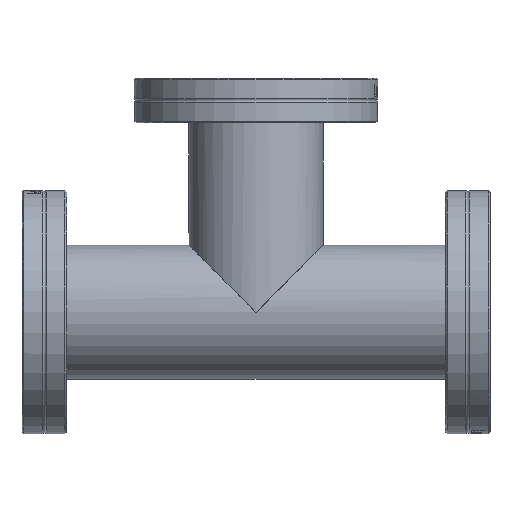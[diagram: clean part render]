
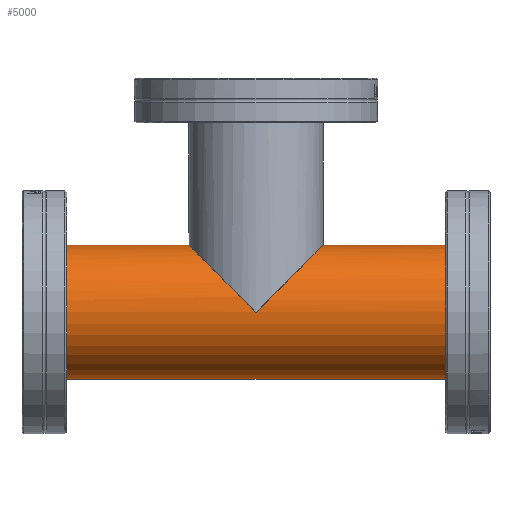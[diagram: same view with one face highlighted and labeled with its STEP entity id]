
A CAD part, left-side view. The second image highlights one B-rep face of the part: STEP entity #5000.
In plain terms, the highlighted cylindrical face has radius 19.05 mm (diameter 38.1 mm), a full revolution.
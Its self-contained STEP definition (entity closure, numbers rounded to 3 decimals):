
#193=ELLIPSE('',#5579,26.941,19.05);
#196=ELLIPSE('',#5582,26.941,19.05);
#197=ELLIPSE('',#5584,26.941,19.05);
#200=ELLIPSE('',#5587,26.941,19.05);
#435=CYLINDRICAL_SURFACE('',#5588,19.05);
#852=FACE_OUTER_BOUND('',#1168,.T.);
#1168=EDGE_LOOP('',(#4656,#4657,#4658,#4659,#4660,#4661,#4662,#4663,#4664,
#4665));
#1461=LINE('',#11801,#1750);
#1462=LINE('',#11803,#1751);
#1750=VECTOR('',#6796,19.05);
#1751=VECTOR('',#6797,19.05);
#1961=CIRCLE('',#5589,19.05);
#1962=CIRCLE('',#5590,19.05);
#2446=VERTEX_POINT('',#11779);
#2447=VERTEX_POINT('',#11780);
#2451=VERTEX_POINT('',#11788);
#2452=VERTEX_POINT('',#11792);
#2454=VERTEX_POINT('',#11799);
#2455=VERTEX_POINT('',#11802);
#3182=EDGE_CURVE('',#2446,#2447,#193,.T.);
#3187=EDGE_CURVE('',#2447,#2451,#196,.T.);
#3188=EDGE_CURVE('',#2451,#2452,#197,.T.);
#3191=EDGE_CURVE('',#2452,#2446,#200,.T.);
#3192=EDGE_CURVE('',#2454,#2454,#1961,.T.);
#3193=EDGE_CURVE('',#2454,#2447,#1461,.T.);
#3194=EDGE_CURVE('',#2452,#2455,#1462,.T.);
#3195=EDGE_CURVE('',#2455,#2455,#1962,.T.);
#4656=ORIENTED_EDGE('',*,*,#3192,.F.);
#4657=ORIENTED_EDGE('',*,*,#3193,.T.);
#4658=ORIENTED_EDGE('',*,*,#3187,.T.);
#4659=ORIENTED_EDGE('',*,*,#3188,.T.);
#4660=ORIENTED_EDGE('',*,*,#3194,.T.);
#4661=ORIENTED_EDGE('',*,*,#3195,.F.);
#4662=ORIENTED_EDGE('',*,*,#3194,.F.);
#4663=ORIENTED_EDGE('',*,*,#3191,.T.);
#4664=ORIENTED_EDGE('',*,*,#3182,.T.);
#4665=ORIENTED_EDGE('',*,*,#3193,.F.);
#5000=ADVANCED_FACE('',(#852),#435,.T.);
#5579=AXIS2_PLACEMENT_3D('',#11781,#6772,#6773);
#5582=AXIS2_PLACEMENT_3D('',#11790,#6780,#6781);
#5584=AXIS2_PLACEMENT_3D('',#11793,#6784,#6785);
#5587=AXIS2_PLACEMENT_3D('',#11797,#6790,#6791);
#5588=AXIS2_PLACEMENT_3D('',#11798,#6792,#6793);
#5589=AXIS2_PLACEMENT_3D('',#11800,#6794,#6795);
#5590=AXIS2_PLACEMENT_3D('',#11804,#6798,#6799);
#6772=DIRECTION('center_axis',(-0.707,0.,
0.707));
#6773=DIRECTION('ref_axis',(-0.707,0.,-0.707));
#6780=DIRECTION('center_axis',(-0.707,0.,
0.707));
#6781=DIRECTION('ref_axis',(-0.707,0.,-0.707));
#6784=DIRECTION('center_axis',(-0.707,0.,
-0.707));
#6785=DIRECTION('ref_axis',(-0.707,0.,0.707));
#6790=DIRECTION('center_axis',(-0.707,0.,
-0.707));
#6791=DIRECTION('ref_axis',(-0.707,0.,0.707));
#6792=DIRECTION('center_axis',(0.,0.,1.));
#6793=DIRECTION('ref_axis',(-1.,0.,0.));
#6794=DIRECTION('center_axis',(0.,0.,1.));
#6795=DIRECTION('ref_axis',(-1.,0.,0.));
#6796=DIRECTION('',(0.,0.,-1.));
#6797=DIRECTION('',(0.,0.,-1.));
#6798=DIRECTION('center_axis',(0.,0.,-1.));
#6799=DIRECTION('ref_axis',(-1.,0.,0.));
#11779=CARTESIAN_POINT('',(0.,-19.05,61.2));
#11780=CARTESIAN_POINT('',(19.05,0.,80.25));
#11781=CARTESIAN_POINT('Origin',(0.,0.,61.2));
#11788=CARTESIAN_POINT('',(0.,19.05,61.2));
#11790=CARTESIAN_POINT('Origin',(0.,0.,61.2));
#11792=CARTESIAN_POINT('',(19.05,0.,42.15));
#11793=CARTESIAN_POINT('Origin',(0.,0.,61.2));
#11797=CARTESIAN_POINT('Origin',(0.,0.,61.2));
#11798=CARTESIAN_POINT('Origin',(0.,0.,0.));
#11799=CARTESIAN_POINT('',(19.05,0.,122.4));
#11800=CARTESIAN_POINT('Origin',(0.,0.,122.4));
#11801=CARTESIAN_POINT('',(19.05,0.,0.));
#11802=CARTESIAN_POINT('',(19.05,0.,0.));
#11803=CARTESIAN_POINT('',(19.05,0.,0.));
#11804=CARTESIAN_POINT('Origin',(0.,0.,0.));
